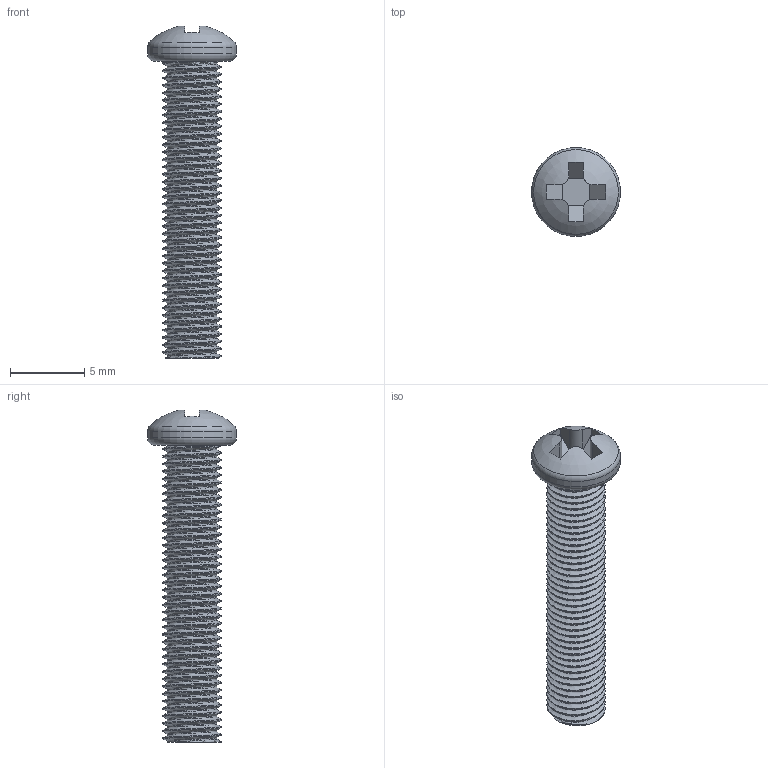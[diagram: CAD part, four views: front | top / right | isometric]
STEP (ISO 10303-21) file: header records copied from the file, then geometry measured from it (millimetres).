
FILE_DESCRIPTION(/* description */ (''),/* implementation_level */ '2;1');
FILE_NAME(/* name */ 'M4 x 20mm.step',/* time_stamp */ '2021-08-31T22:02:46+08:00',/* author */ (''),/* organization */ (''),/* preprocessor_version */ 'ST-DEVELOPER v18.1',/* originating_system */ 'Autodesk Translation Framework v10.10.0.1391',/* authorisation */ '');
FILE_SCHEMA (('AUTOMOTIVE_DESIGN { 1 0 10303 214 3 1 1 }'));
Length unit declared in the file: millimetre
Products named in the file (1): M4 x 20mm
Bounding box: 6 x 6 x 22.38 mm (x, y, z)
Volume: 247.5 mm3; surface area: 476.7 mm2
Topology: 1 solids, 1 shells, 111 faces, 323 edges, 215 vertices
Faces by surface type: cylinder 87, plane 19, bspline 2, torus 2, sphere 1
Full cylindrical faces by diameter (mm): 3.356 x16, 3.927 x27, 6 x1
Entity records: 8272 total; most frequent: CARTESIAN_POINT 5605, ORIENTED_EDGE 646, DIRECTION 409, EDGE_CURVE 323, VERTEX_POINT 215, B_SPLINE_CURVE_WITH_KNOTS 172, AXIS2_PLACEMENT_3D 148, LINE 113
